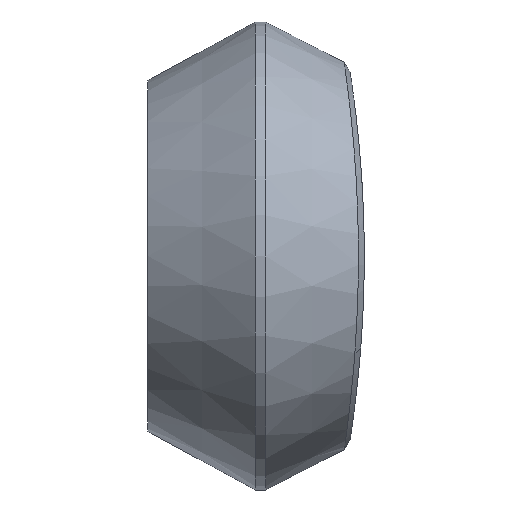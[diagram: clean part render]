
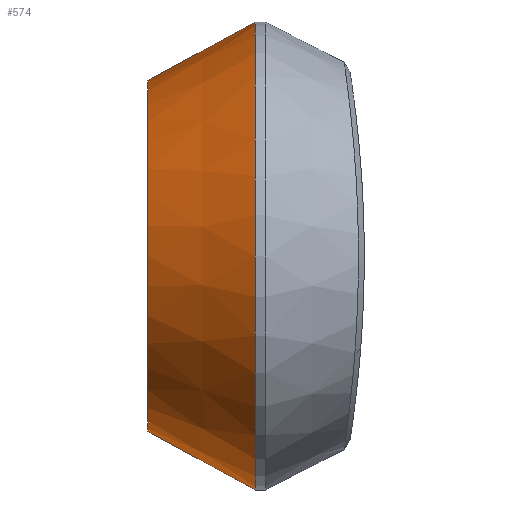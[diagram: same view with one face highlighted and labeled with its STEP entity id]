
A CAD part, left-side view. The second image highlights one B-rep face of the part: STEP entity #574.
In plain terms, the highlighted conical face has half-angle 28.613 degrees and reference radius 33.007 mm.
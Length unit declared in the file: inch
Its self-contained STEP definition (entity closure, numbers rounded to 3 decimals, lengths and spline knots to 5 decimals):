
#1 = ORIENTED_EDGE ( 'NONE', *, *, #1099, .F. ) ;
#23 = CARTESIAN_POINT ( 'NONE',  ( 0., 9.5, -1.2995 ) ) ;
#52 = DIRECTION ( 'NONE',  ( 0., 0., -1. ) ) ;
#143 = DIRECTION ( 'NONE',  ( 0., 0., -1. ) ) ;
#148 = CIRCLE ( 'NONE', #253, 1.2995 ) ;
#196 = DIRECTION ( 'NONE',  ( 0., -1., 0. ) ) ;
#227 = CONICAL_SURFACE ( 'NONE', #335, 1.2995, 0.499 ) ;
#245 = CARTESIAN_POINT ( 'NONE',  ( 0., 9.5, 0. ) ) ;
#253 = AXIS2_PLACEMENT_3D ( 'NONE', #245, #747, #52 ) ;
#295 = VERTEX_POINT ( 'NONE', #744 ) ;
#335 = AXIS2_PLACEMENT_3D ( 'NONE', #1294, #196, #898 ) ;
#359 = EDGE_LOOP ( 'NONE', ( #601, #720, #1127, #1 ) ) ;
#412 = CIRCLE ( 'NONE', #890, 1.73437 ) ;
#425 = CARTESIAN_POINT ( 'NONE',  ( 0., 8.70281, 1.73437 ) ) ;
#436 = DIRECTION ( 'NONE',  ( 0., -0.878, -0.479 ) ) ;
#463 = DIRECTION ( 'NONE',  ( 0., -1., 0. ) ) ;
#531 = LINE ( 'NONE', #23, #990 ) ;
#566 = EDGE_CURVE ( 'NONE', #295, #1008, #688, .T. ) ;
#574 = ADVANCED_FACE ( 'NONE', ( #1110 ), #227, .T. ) ;
#601 = ORIENTED_EDGE ( 'NONE', *, *, #566, .F. ) ;
#651 = EDGE_CURVE ( 'NONE', #295, #927, #148, .T. ) ;
#688 = LINE ( 'NONE', #1314, #910 ) ;
#690 = CARTESIAN_POINT ( 'NONE',  ( 0., 8.70281, 0. ) ) ;
#720 = ORIENTED_EDGE ( 'NONE', *, *, #651, .T. ) ;
#744 = CARTESIAN_POINT ( 'NONE',  ( 0., 9.5, 1.2995 ) ) ;
#747 = DIRECTION ( 'NONE',  ( 0., -1., 0. ) ) ;
#890 = AXIS2_PLACEMENT_3D ( 'NONE', #690, #463, #143 ) ;
#898 = DIRECTION ( 'NONE',  ( 0., 0., -1. ) ) ;
#910 = VECTOR ( 'NONE', #997, 39.37008 ) ;
#927 = VERTEX_POINT ( 'NONE', #976 ) ;
#953 = VERTEX_POINT ( 'NONE', #1194 ) ;
#976 = CARTESIAN_POINT ( 'NONE',  ( 0., 9.5, -1.2995 ) ) ;
#990 = VECTOR ( 'NONE', #436, 39.37008 ) ;
#997 = DIRECTION ( 'NONE',  ( 0., -0.878, 0.479 ) ) ;
#1007 = EDGE_CURVE ( 'NONE', #927, #953, #531, .T. ) ;
#1008 = VERTEX_POINT ( 'NONE', #425 ) ;
#1099 = EDGE_CURVE ( 'NONE', #1008, #953, #412, .T. ) ;
#1110 = FACE_OUTER_BOUND ( 'NONE', #359, .T. ) ;
#1127 = ORIENTED_EDGE ( 'NONE', *, *, #1007, .T. ) ;
#1194 = CARTESIAN_POINT ( 'NONE',  ( 0., 8.70281, -1.73437 ) ) ;
#1294 = CARTESIAN_POINT ( 'NONE',  ( 0., 9.5, 0. ) ) ;
#1314 = CARTESIAN_POINT ( 'NONE',  ( 0., 9.5, 1.2995 ) ) ;
